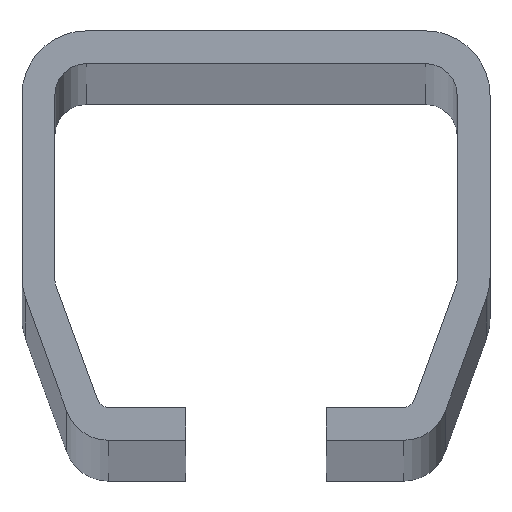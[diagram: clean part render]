
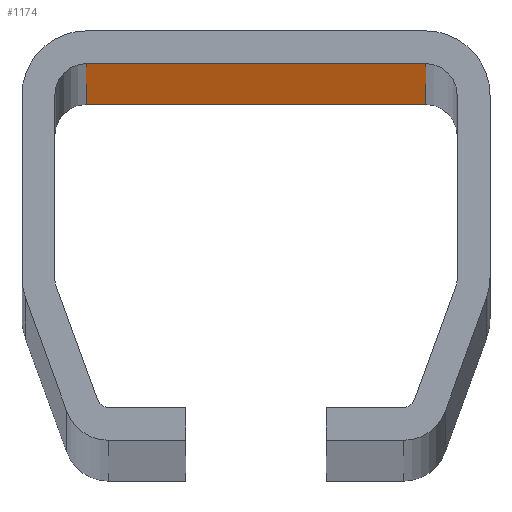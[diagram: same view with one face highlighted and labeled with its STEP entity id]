
A CAD part, top view. The second image highlights one B-rep face of the part: STEP entity #1174.
In plain terms, the highlighted planar face has unit normal (0, -1, 0).
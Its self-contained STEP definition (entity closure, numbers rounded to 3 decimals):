
#31 = DIRECTION ( 'NONE',  ( -1., 0., 0. ) ) ;
#40 = LINE ( 'NONE', #736, #636 ) ;
#45 = CARTESIAN_POINT ( 'NONE',  ( 14.5, -2.8, 0. ) ) ;
#110 = DIRECTION ( 'NONE',  ( 0., 0., -1. ) ) ;
#116 = VERTEX_POINT ( 'NONE', #508 ) ;
#206 = FACE_OUTER_BOUND ( 'NONE', #753, .T. ) ;
#219 = CARTESIAN_POINT ( 'NONE',  ( 14.5, -2.8, -2000. ) ) ;
#228 = CARTESIAN_POINT ( 'NONE',  ( 14.5, -2.8, -2000. ) ) ;
#231 = AXIS2_PLACEMENT_3D ( 'NONE', #768, #882, #1121 ) ;
#262 = DIRECTION ( 'NONE',  ( 0., 0., 1. ) ) ;
#286 = EDGE_CURVE ( 'NONE', #1294, #325, #682, .T. ) ;
#325 = VERTEX_POINT ( 'NONE', #228 ) ;
#376 = CARTESIAN_POINT ( 'NONE',  ( 14.5, -2.8, -2000. ) ) ;
#394 = VECTOR ( 'NONE', #31, 1000. ) ;
#418 = VECTOR ( 'NONE', #110, 1000. ) ;
#436 = ORIENTED_EDGE ( 'NONE', *, *, #286, .F. ) ;
#508 = CARTESIAN_POINT ( 'NONE',  ( -14.5, -2.8, 0. ) ) ;
#621 = EDGE_CURVE ( 'NONE', #1004, #116, #40, .T. ) ;
#636 = VECTOR ( 'NONE', #262, 1000. ) ;
#670 = VECTOR ( 'NONE', #726, 1000. ) ;
#677 = PLANE ( 'NONE',  #231 ) ;
#682 = LINE ( 'NONE', #219, #418 ) ;
#726 = DIRECTION ( 'NONE',  ( 1., 0., 0. ) ) ;
#736 = CARTESIAN_POINT ( 'NONE',  ( -14.5, -2.8, -2000. ) ) ;
#753 = EDGE_LOOP ( 'NONE', ( #1043, #843, #436, #1237 ) ) ;
#768 = CARTESIAN_POINT ( 'NONE',  ( 14.5, -2.8, -2000. ) ) ;
#823 = CARTESIAN_POINT ( 'NONE',  ( -14.5, -2.8, -2000. ) ) ;
#843 = ORIENTED_EDGE ( 'NONE', *, *, #1468, .F. ) ;
#882 = DIRECTION ( 'NONE',  ( 0., 1., 0. ) ) ;
#942 = LINE ( 'NONE', #376, #394 ) ;
#956 = LINE ( 'NONE', #45, #670 ) ;
#1004 = VERTEX_POINT ( 'NONE', #823 ) ;
#1043 = ORIENTED_EDGE ( 'NONE', *, *, #621, .F. ) ;
#1121 = DIRECTION ( 'NONE',  ( 1., 0., 0. ) ) ;
#1160 = CARTESIAN_POINT ( 'NONE',  ( 14.5, -2.8, 0. ) ) ;
#1174 = ADVANCED_FACE ( 'NONE', ( #206 ), #677, .F. ) ;
#1237 = ORIENTED_EDGE ( 'NONE', *, *, #1388, .F. ) ;
#1294 = VERTEX_POINT ( 'NONE', #1160 ) ;
#1388 = EDGE_CURVE ( 'NONE', #116, #1294, #956, .T. ) ;
#1468 = EDGE_CURVE ( 'NONE', #325, #1004, #942, .T. ) ;
